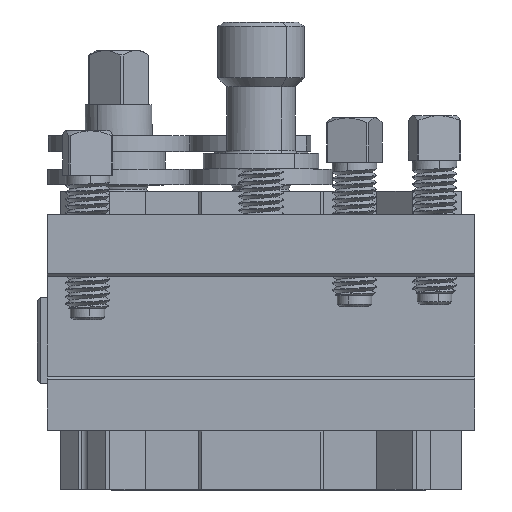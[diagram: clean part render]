
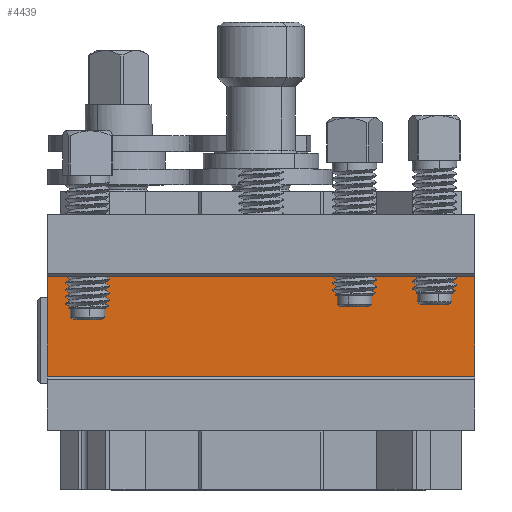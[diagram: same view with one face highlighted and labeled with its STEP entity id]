
A CAD part, top view. The second image highlights one B-rep face of the part: STEP entity #4439.
In plain terms, the highlighted free-form (B-spline) face has degree [1, 1] with [2, 2] control points.
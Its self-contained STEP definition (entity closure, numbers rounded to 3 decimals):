
#3409 = VERTEX_POINT('',#3410);
#3410 = CARTESIAN_POINT('',(28.315,25.536,
    56.424));
#3415 = EDGE_CURVE('',#3409,#3416,#3418,.T.);
#3416 = VERTEX_POINT('',#3417);
#3417 = CARTESIAN_POINT('',(28.315,2.454,
    56.424));
#3418 = B_SPLINE_CURVE_WITH_KNOTS('',1,(#3419,#3420),.UNSPECIFIED.,.F.,
  .F.,(2,2),(0.,18.),.PIECEWISE_BEZIER_KNOTS.);
#3419 = CARTESIAN_POINT('',(28.315,25.536,
    56.424));
#3420 = CARTESIAN_POINT('',(28.315,2.454,
    56.424));
#3473 = VERTEX_POINT('',#3474);
#3474 = CARTESIAN_POINT('',(-70.17,25.536,
    56.424));
#3521 = VERTEX_POINT('',#3522);
#3522 = CARTESIAN_POINT('',(-70.17,2.454,
    56.424));
#3527 = EDGE_CURVE('',#3473,#3521,#3528,.T.);
#3528 = B_SPLINE_CURVE_WITH_KNOTS('',1,(#3529,#3530),.UNSPECIFIED.,.F.,
  .F.,(2,2),(0.,18.),.PIECEWISE_BEZIER_KNOTS.);
#3529 = CARTESIAN_POINT('',(-70.17,25.536,
    56.424));
#3530 = CARTESIAN_POINT('',(-70.17,2.454,
    56.424));
#4430 = EDGE_CURVE('',#3473,#3409,#4431,.T.);
#4431 = B_SPLINE_CURVE_WITH_KNOTS('',1,(#4432,#4433),.UNSPECIFIED.,.F.,
  .F.,(2,2),(0.,76.8),.PIECEWISE_BEZIER_KNOTS.);
#4432 = CARTESIAN_POINT('',(-70.17,25.536,
    56.424));
#4433 = CARTESIAN_POINT('',(28.315,25.536,
    56.424));
#4439 = ADVANCED_FACE('',(#4440),#4450,.T.);
#4440 = FACE_BOUND('',#4441,.T.);
#4441 = EDGE_LOOP('',(#4442,#4443,#4444,#4445));
#4442 = ORIENTED_EDGE('',*,*,#3415,.F.);
#4443 = ORIENTED_EDGE('',*,*,#4430,.F.);
#4444 = ORIENTED_EDGE('',*,*,#3527,.T.);
#4445 = ORIENTED_EDGE('',*,*,#4446,.T.);
#4446 = EDGE_CURVE('',#3521,#3416,#4447,.T.);
#4447 = B_SPLINE_CURVE_WITH_KNOTS('',1,(#4448,#4449),.UNSPECIFIED.,.F.,
  .F.,(2,2),(0.,76.8),.PIECEWISE_BEZIER_KNOTS.);
#4448 = CARTESIAN_POINT('',(-70.17,2.454,
    56.424));
#4449 = CARTESIAN_POINT('',(28.315,2.454,
    56.424));
#4450 = B_SPLINE_SURFACE_WITH_KNOTS('',1,1,(
    (#4451,#4452)
    ,(#4453,#4454
    )),.UNSPECIFIED.,.F.,.F.,.F.,(2,2),(2,2),(0.,18.),(0.,76.8),
  .PIECEWISE_BEZIER_KNOTS.);
#4451 = CARTESIAN_POINT('',(-70.17,25.536,
    56.424));
#4452 = CARTESIAN_POINT('',(28.315,25.536,
    56.424));
#4453 = CARTESIAN_POINT('',(-70.17,2.454,
    56.424));
#4454 = CARTESIAN_POINT('',(28.315,2.454,
    56.424));
